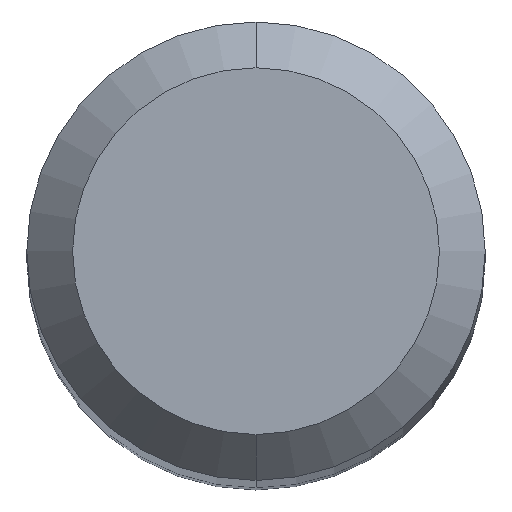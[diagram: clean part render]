
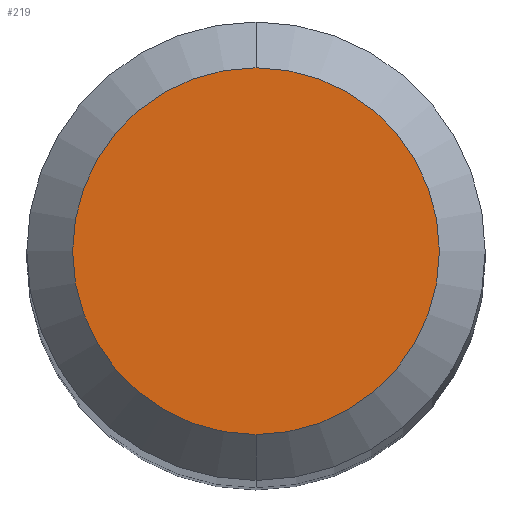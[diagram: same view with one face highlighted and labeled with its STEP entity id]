
A CAD part, top view. The second image highlights one B-rep face of the part: STEP entity #219.
In plain terms, the highlighted planar face has unit normal (0, 0, 1).
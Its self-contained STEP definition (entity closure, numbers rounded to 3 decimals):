
#9 = VERTEX_POINT ( 'NONE', #39 ) ;
#26 = DIRECTION ( 'NONE',  ( 0., 1., 0. ) ) ;
#31 = EDGE_LOOP ( 'NONE', ( #212, #172 ) ) ;
#39 = CARTESIAN_POINT ( 'NONE',  ( 0., 2., 60. ) ) ;
#49 = CARTESIAN_POINT ( 'NONE',  ( 0., 0., 60. ) ) ;
#73 = PLANE ( 'NONE',  #269 ) ;
#96 = DIRECTION ( 'NONE',  ( 0., 0., -1. ) ) ;
#103 = CARTESIAN_POINT ( 'NONE',  ( 0., 0., 60. ) ) ;
#128 = DIRECTION ( 'NONE',  ( 0., 1., 0. ) ) ;
#148 = FACE_OUTER_BOUND ( 'NONE', #31, .T. ) ;
#149 = DIRECTION ( 'NONE',  ( 0., 0., -1. ) ) ;
#161 = CIRCLE ( 'NONE', #170, 2. ) ;
#168 = EDGE_CURVE ( 'NONE', #179, #9, #273, .T. ) ;
#170 = AXIS2_PLACEMENT_3D ( 'NONE', #197, #96, #26 ) ;
#172 = ORIENTED_EDGE ( 'NONE', *, *, #168, .F. ) ;
#179 = VERTEX_POINT ( 'NONE', #275 ) ;
#180 = EDGE_CURVE ( 'NONE', #9, #179, #161, .T. ) ;
#197 = CARTESIAN_POINT ( 'NONE',  ( 0., 0., 60. ) ) ;
#212 = ORIENTED_EDGE ( 'NONE', *, *, #180, .F. ) ;
#219 = ADVANCED_FACE ( 'NONE', ( #148 ), #73, .F. ) ;
#223 = DIRECTION ( 'NONE',  ( 0., 0., -1. ) ) ;
#247 = DIRECTION ( 'NONE',  ( 0., 1., 0. ) ) ;
#269 = AXIS2_PLACEMENT_3D ( 'NONE', #49, #149, #247 ) ;
#273 = CIRCLE ( 'NONE', #283, 2. ) ;
#275 = CARTESIAN_POINT ( 'NONE',  ( 0., -2., 60. ) ) ;
#283 = AXIS2_PLACEMENT_3D ( 'NONE', #103, #223, #128 ) ;
